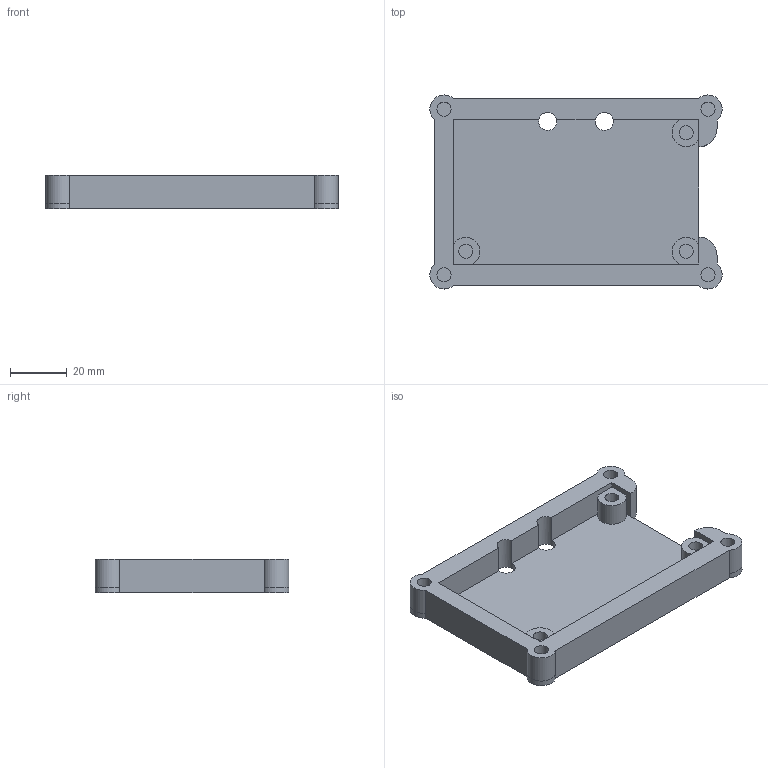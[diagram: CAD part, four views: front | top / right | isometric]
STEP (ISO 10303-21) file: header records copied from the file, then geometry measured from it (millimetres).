
FILE_DESCRIPTION(('FreeCAD Model'),'2;1');
FILE_NAME('Open CASCADE Shape Model','2025-06-21T15:06:42',(''),(''), 'Open CASCADE STEP processor 7.8','FreeCAD','Unknown');
FILE_SCHEMA(('AUTOMOTIVE_DESIGN { 1 0 10303 214 1 1 1 1 }'));
Length unit declared in the file: millimetre
Products named in the file (1): base
Bounding box: 103.43 x 68.66 x 12 mm (x, y, z)
Volume: 33343.5 mm3; surface area: 20337.7 mm2
Topology: 1 solids, 1 shells, 48 faces, 121 edges, 80 vertices
Faces by surface type: plane 26, cylinder 22
Full cylindrical faces by diameter (mm): 5 x7, 6.4 x2
Entity records: 1483 total; most frequent: DIRECTION 263, CARTESIAN_POINT 250, ORIENTED_EDGE 242, EDGE_CURVE 121, AXIS2_PLACEMENT_3D 93, VERTEX_POINT 80, LINE 77, VECTOR 77
